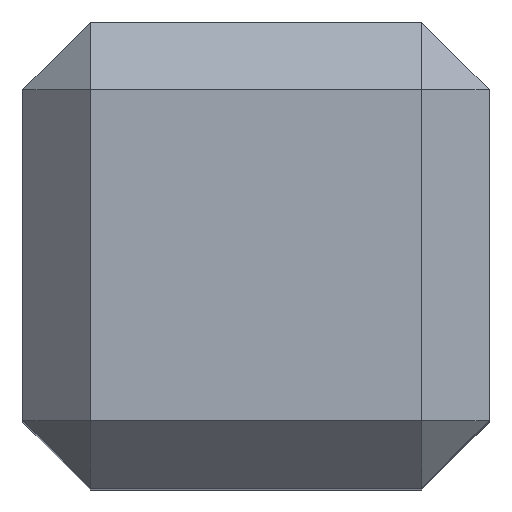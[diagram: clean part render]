
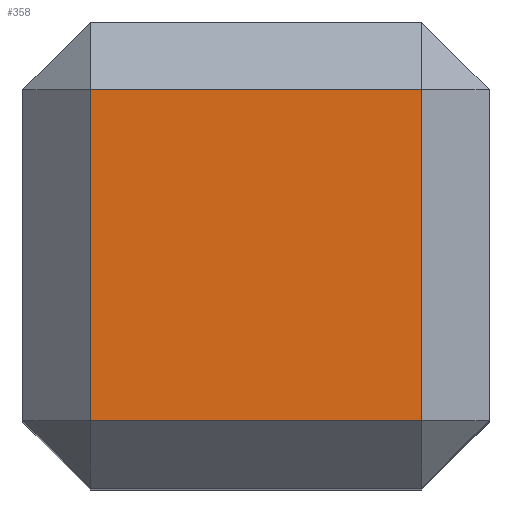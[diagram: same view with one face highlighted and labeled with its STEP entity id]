
A CAD part, top view. The second image highlights one B-rep face of the part: STEP entity #358.
In plain terms, the highlighted planar face has unit normal (0, 0, 1).
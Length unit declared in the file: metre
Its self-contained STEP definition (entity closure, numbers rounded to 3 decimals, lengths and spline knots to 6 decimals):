
#28=ORIENTED_EDGE('',*,*,#124,.T.);
#29=ORIENTED_EDGE('',*,*,#125,.T.);
#30=ORIENTED_EDGE('',*,*,#126,.T.);
#31=ORIENTED_EDGE('',*,*,#127,.T.);
#124=EDGE_CURVE('',#172,#173,#196,.T.);
#125=EDGE_CURVE('',#173,#174,#197,.T.);
#126=EDGE_CURVE('',#174,#175,#198,.T.);
#127=EDGE_CURVE('',#175,#172,#199,.T.);
#172=VERTEX_POINT('',#560);
#173=VERTEX_POINT('',#561);
#174=VERTEX_POINT('',#563);
#175=VERTEX_POINT('',#565);
#196=LINE('',#559,#244);
#197=LINE('',#562,#245);
#198=LINE('',#564,#246);
#199=LINE('',#566,#247);
#244=VECTOR('',#447,1.);
#245=VECTOR('',#448,1.);
#246=VECTOR('',#449,1.);
#247=VECTOR('',#450,1.);
#280=EDGE_LOOP('',(#28,#29,#30,#31));
#306=FACE_BOUND('',#280,.T.);
#332=PLANE('',#397);
#358=ADVANCED_FACE('',(#306),#332,.T.);
#397=AXIS2_PLACEMENT_3D('',#558,#445,#446);
#445=DIRECTION('',(0.,0.,1.));
#446=DIRECTION('',(1.,0.,0.));
#447=DIRECTION('',(0.,-1.,0.));
#448=DIRECTION('',(1.,0.,0.));
#449=DIRECTION('',(0.,1.,0.));
#450=DIRECTION('',(-1.,0.,0.));
#558=CARTESIAN_POINT('',(0.,0.,0.017));
#559=CARTESIAN_POINT('',(-0.00245,-0.00345,0.017));
#560=CARTESIAN_POINT('',(-0.00245,0.00245,0.017));
#561=CARTESIAN_POINT('',(-0.00245,-0.00245,0.017));
#562=CARTESIAN_POINT('',(0.,-0.00245,0.017));
#563=CARTESIAN_POINT('',(0.00245,-0.00245,0.017));
#564=CARTESIAN_POINT('',(0.00245,0.,0.017));
#565=CARTESIAN_POINT('',(0.00245,0.00245,0.017));
#566=CARTESIAN_POINT('',(-0.00345,0.00245,0.017));
